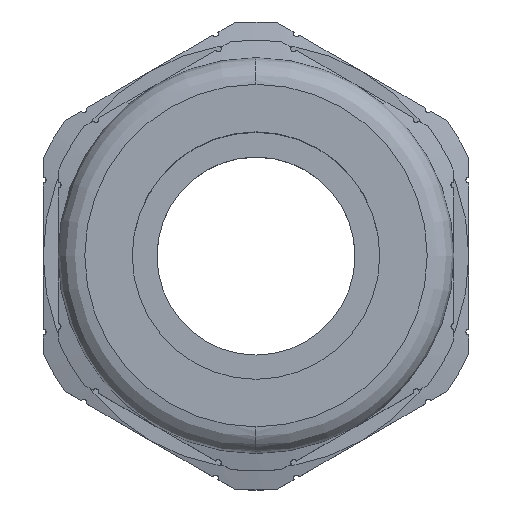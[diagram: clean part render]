
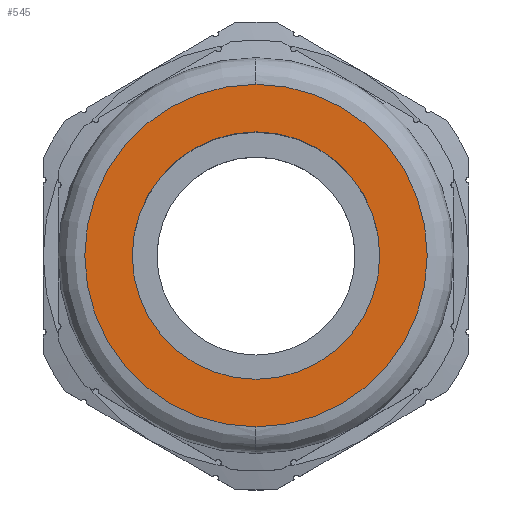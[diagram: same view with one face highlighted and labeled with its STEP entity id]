
A CAD part, top view. The second image highlights one B-rep face of the part: STEP entity #545.
In plain terms, the highlighted planar face has unit normal (0, 0, 1).
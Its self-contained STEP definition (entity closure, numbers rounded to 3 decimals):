
#153=PLANE('',#3416);
#545=ADVANCED_FACE('',(#659,#660),#153,.T.);
#659=FACE_BOUND('',#754,.T.);
#660=FACE_BOUND('',#755,.T.);
#754=EDGE_LOOP('',(#1284,#1285));
#755=EDGE_LOOP('',(#1286,#1287,#1288));
#1284=ORIENTED_EDGE('',*,*,#2107,.T.);
#1285=ORIENTED_EDGE('',*,*,#1965,.F.);
#1286=ORIENTED_EDGE('',*,*,#2105,.F.);
#1287=ORIENTED_EDGE('',*,*,#2103,.F.);
#1288=ORIENTED_EDGE('',*,*,#2106,.F.);
#1685=VERTEX_POINT('',#4705);
#1688=VERTEX_POINT('',#4710);
#1773=VERTEX_POINT('',#5348);
#1774=VERTEX_POINT('',#5350);
#1775=VERTEX_POINT('',#5398);
#1965=EDGE_CURVE('',#1688,#1685,#2412,.T.);
#2103=EDGE_CURVE('',#1773,#1774,#2440,.T.);
#2105=EDGE_CURVE('',#1774,#1775,#2442,.T.);
#2106=EDGE_CURVE('',#1775,#1773,#2443,.T.);
#2107=EDGE_CURVE('',#1688,#1685,#2444,.T.);
#2412=CIRCLE('',#3343,12.5);
#2440=CIRCLE('',#3411,17.3);
#2442=CIRCLE('',#3413,17.3);
#2443=CIRCLE('',#3414,17.3);
#2444=CIRCLE('',#3415,12.5);
#3343=AXIS2_PLACEMENT_3D('',#4711,#3645,#3646);
#3411=AXIS2_PLACEMENT_3D('',#5349,#3832,#3833);
#3413=AXIS2_PLACEMENT_3D('',#5397,#3836,#3837);
#3414=AXIS2_PLACEMENT_3D('',#5399,#3838,#3839);
#3415=AXIS2_PLACEMENT_3D('',#5445,#3840,#3841);
#3416=AXIS2_PLACEMENT_3D('',#5446,#3842,#3843);
#3645=DIRECTION('',(0.,0.,1.));
#3646=DIRECTION('',(-1.,0.,0.));
#3832=DIRECTION('',(0.,0.,-1.));
#3833=DIRECTION('',(0.,-1.,0.));
#3836=DIRECTION('',(0.,0.,-1.));
#3837=DIRECTION('',(0.,1.,0.));
#3838=DIRECTION('',(0.,0.,-1.));
#3839=DIRECTION('',(1.,0.,0.));
#3840=DIRECTION('',(0.,0.,-1.));
#3841=DIRECTION('',(-1.,0.,0.));
#3842=DIRECTION('',(0.,0.,1.));
#3843=DIRECTION('',(1.,0.,0.));
#4705=CARTESIAN_POINT('',(12.5,0.,27.));
#4710=CARTESIAN_POINT('',(-12.5,0.,27.));
#4711=CARTESIAN_POINT('',(0.,0.,27.));
#5348=CARTESIAN_POINT('',(0.,-17.3,27.));
#5349=CARTESIAN_POINT('',(0.,0.,27.));
#5350=CARTESIAN_POINT('',(0.,17.3,27.));
#5397=CARTESIAN_POINT('',(0.,0.,27.));
#5398=CARTESIAN_POINT('',(17.3,0.,27.));
#5399=CARTESIAN_POINT('',(0.,0.,27.));
#5445=CARTESIAN_POINT('',(0.,0.,27.));
#5446=CARTESIAN_POINT('',(-19.03,-19.03,27.));
